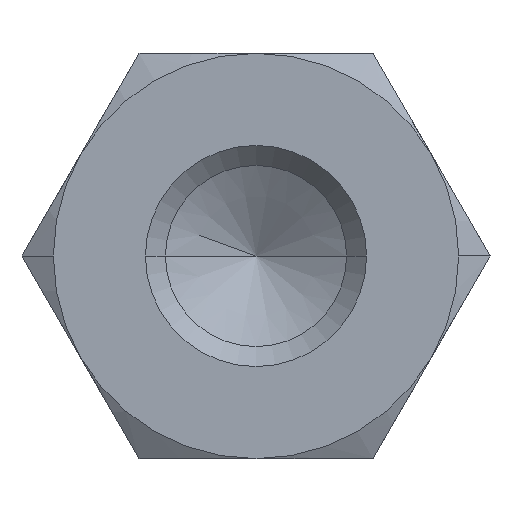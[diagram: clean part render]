
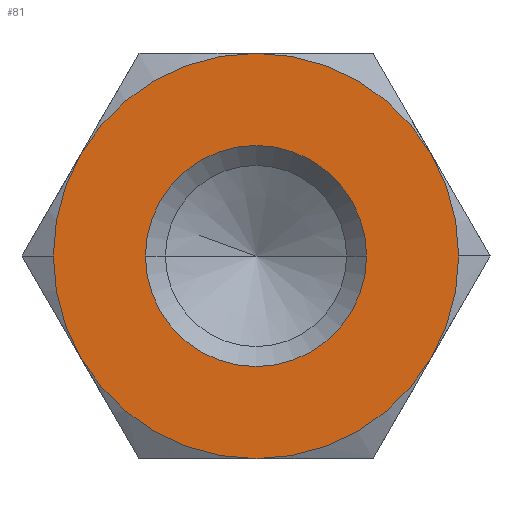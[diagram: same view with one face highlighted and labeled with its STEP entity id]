
A CAD part, left-side view. The second image highlights one B-rep face of the part: STEP entity #81.
In plain terms, the highlighted planar face has unit normal (-1, 0, 0).
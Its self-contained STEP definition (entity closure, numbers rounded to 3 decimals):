
#81=ADVANCED_FACE('',(#158,#159),#160,.T.);
#158=FACE_BOUND('',#241,.T.);
#159=FACE_OUTER_BOUND('',#242,.T.);
#160=PLANE('',#243);
#241=EDGE_LOOP('',(#492,#493));
#242=EDGE_LOOP('',(#494,#495,#496,#497,#498,#499,#500,#501));
#243=AXIS2_PLACEMENT_3D('',#502,#503,#504);
#492=ORIENTED_EDGE('',*,*,#572,.T.);
#493=ORIENTED_EDGE('',*,*,#573,.T.);
#494=ORIENTED_EDGE('',*,*,#614,.F.);
#495=ORIENTED_EDGE('',*,*,#615,.F.);
#496=ORIENTED_EDGE('',*,*,#610,.F.);
#497=ORIENTED_EDGE('',*,*,#611,.F.);
#498=ORIENTED_EDGE('',*,*,#549,.F.);
#499=ORIENTED_EDGE('',*,*,#612,.F.);
#500=ORIENTED_EDGE('',*,*,#613,.F.);
#501=ORIENTED_EDGE('',*,*,#545,.F.);
#502=CARTESIAN_POINT('',(0.,1.375,0.0));
#503=DIRECTION('',(-1.0,0.,0.0));
#504=DIRECTION('',(0.,-1.0,-0.0));
#545=EDGE_CURVE('',#632,#635,#636,.T.);
#549=EDGE_CURVE('',#641,#639,#643,.T.);
#572=EDGE_CURVE('',#681,#683,#685,.T.);
#573=EDGE_CURVE('',#683,#681,#686,.T.);
#610=EDGE_CURVE('',#706,#714,#739,.T.);
#611=EDGE_CURVE('',#639,#706,#740,.T.);
#612=EDGE_CURVE('',#727,#641,#741,.T.);
#613=EDGE_CURVE('',#635,#727,#742,.T.);
#614=EDGE_CURVE('',#697,#632,#743,.T.);
#615=EDGE_CURVE('',#714,#697,#744,.T.);
#632=VERTEX_POINT('',#765);
#635=VERTEX_POINT('',#769);
#636=CIRCLE('',#770,2.75);
#639=VERTEX_POINT('',#784);
#641=VERTEX_POINT('',#787);
#643=CIRCLE('',#800,2.75);
#681=VERTEX_POINT('',#870);
#683=VERTEX_POINT('',#873);
#685=CIRCLE('',#876,1.5);
#686=CIRCLE('',#877,1.5);
#697=VERTEX_POINT('',#911);
#706=VERTEX_POINT('',#966);
#714=VERTEX_POINT('',#1019);
#727=VERTEX_POINT('',#1089);
#739=CIRCLE('',#1156,2.75);
#740=CIRCLE('',#1157,2.75);
#741=CIRCLE('',#1158,2.75);
#742=CIRCLE('',#1159,2.75);
#743=CIRCLE('',#1160,2.75);
#744=CIRCLE('',#1161,2.75);
#765=CARTESIAN_POINT('',(0.0,2.75,0.));
#769=CARTESIAN_POINT('',(0.0,2.382,1.375));
#770=AXIS2_PLACEMENT_3D('',#1179,#1180,#1181);
#784=CARTESIAN_POINT('',(0.0,-2.75,0.));
#787=CARTESIAN_POINT('',(0.0,-2.382,1.375));
#800=AXIS2_PLACEMENT_3D('',#1183,#1184,#1185);
#870=CARTESIAN_POINT('',(0.0,1.5,0.0));
#873=CARTESIAN_POINT('',(0.,-1.5,0.));
#876=AXIS2_PLACEMENT_3D('',#1222,#1223,#1224);
#877=AXIS2_PLACEMENT_3D('',#1225,#1226,#1227);
#911=CARTESIAN_POINT('',(0.0,2.382,-1.375));
#966=CARTESIAN_POINT('',(0.0,-2.382,-1.375));
#1019=CARTESIAN_POINT('',(0.0,0.0,-2.75));
#1089=CARTESIAN_POINT('',(0.0,0.,2.75));
#1156=AXIS2_PLACEMENT_3D('',#1264,#1265,#1266);
#1157=AXIS2_PLACEMENT_3D('',#1267,#1268,#1269);
#1158=AXIS2_PLACEMENT_3D('',#1270,#1271,#1272);
#1159=AXIS2_PLACEMENT_3D('',#1273,#1274,#1275);
#1160=AXIS2_PLACEMENT_3D('',#1276,#1277,#1278);
#1161=AXIS2_PLACEMENT_3D('',#1279,#1280,#1281);
#1179=CARTESIAN_POINT('',(0.0,0.0,0.0));
#1180=DIRECTION('',(1.0,0.0,0.0));
#1181=DIRECTION('',(0.0,1.0,0.0));
#1183=CARTESIAN_POINT('',(0.0,0.0,0.0));
#1184=DIRECTION('',(1.0,0.0,0.0));
#1185=DIRECTION('',(0.0,1.0,0.0));
#1222=CARTESIAN_POINT('',(0.,0.0,0.0));
#1223=DIRECTION('',(1.0,0.,-0.0));
#1224=DIRECTION('',(0.,1.0,0.0));
#1225=CARTESIAN_POINT('',(0.,0.0,0.0));
#1226=DIRECTION('',(1.0,0.,-0.0));
#1227=DIRECTION('',(0.,1.0,0.0));
#1264=CARTESIAN_POINT('',(0.0,0.0,0.0));
#1265=DIRECTION('',(1.0,0.0,0.0));
#1266=DIRECTION('',(0.0,1.0,0.0));
#1267=CARTESIAN_POINT('',(0.0,0.0,0.0));
#1268=DIRECTION('',(1.0,0.0,0.0));
#1269=DIRECTION('',(0.0,1.0,0.0));
#1270=CARTESIAN_POINT('',(0.0,0.0,0.0));
#1271=DIRECTION('',(1.0,0.0,0.0));
#1272=DIRECTION('',(0.0,1.0,0.0));
#1273=CARTESIAN_POINT('',(0.0,0.0,0.0));
#1274=DIRECTION('',(1.0,0.0,0.0));
#1275=DIRECTION('',(0.0,1.0,0.0));
#1276=CARTESIAN_POINT('',(0.0,0.0,0.0));
#1277=DIRECTION('',(1.0,0.0,0.0));
#1278=DIRECTION('',(0.0,1.0,0.0));
#1279=CARTESIAN_POINT('',(0.0,0.0,0.0));
#1280=DIRECTION('',(1.0,0.0,0.0));
#1281=DIRECTION('',(0.0,1.0,0.0));
